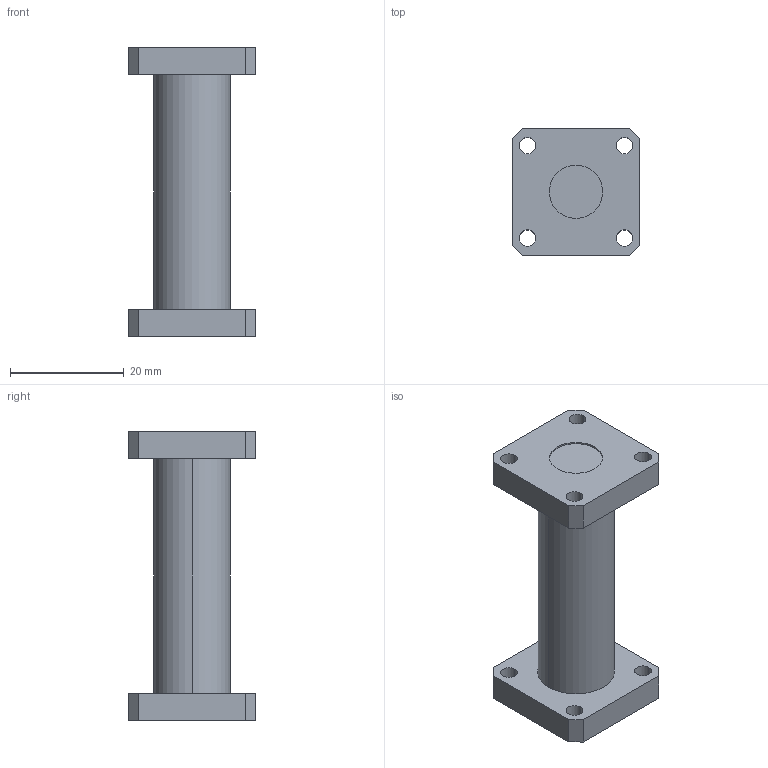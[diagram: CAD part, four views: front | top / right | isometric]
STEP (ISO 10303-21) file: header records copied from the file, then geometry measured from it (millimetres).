
FILE_DESCRIPTION (( 'STEP AP203' ), '1' );
FILE_NAME ('SAS-213-36842-F1.STEP', '2019-06-19T23:06:58', ( '' ), ( '' ), 'SwSTEP 2.0', 'SolidWorks 2016', '' );
FILE_SCHEMA (( 'CONFIG_CONTROL_DESIGN' ));
Length unit declared in the file: inch
Products named in the file (1): SAS-213-36842-F1
Bounding box: 22.35 x 22.35 x 50.8 mm (x, y, z)
Volume: 10319.9 mm3; surface area: 4514.7 mm2
Topology: 1 solids, 1 shells, 44 faces, 114 edges, 76 vertices
Faces by surface type: cylinder 22, plane 22
Entity records: 1473 total; most frequent: DIRECTION 248, CARTESIAN_POINT 235, ORIENTED_EDGE 228, EDGE_CURVE 114, AXIS2_PLACEMENT_3D 89, VERTEX_POINT 76, LINE 70, VECTOR 70
